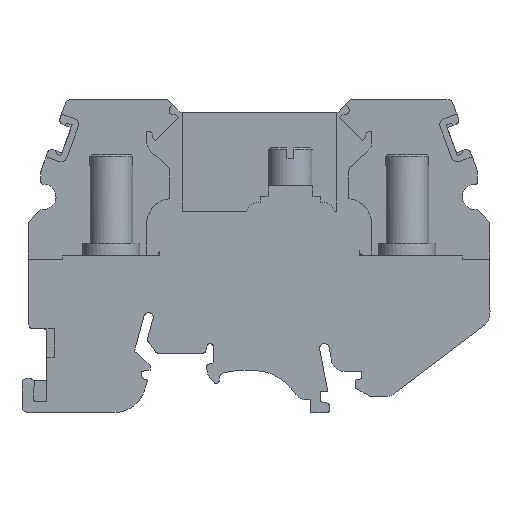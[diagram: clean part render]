
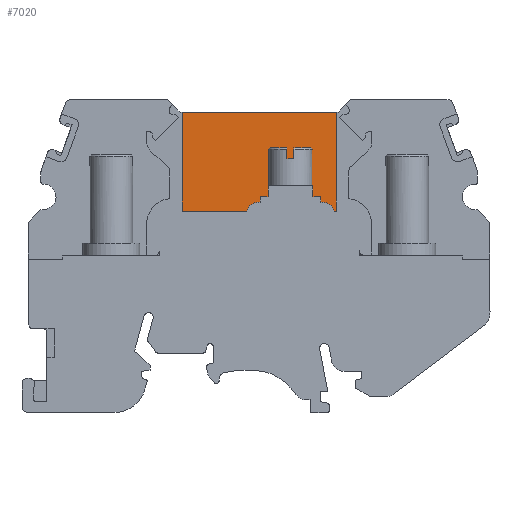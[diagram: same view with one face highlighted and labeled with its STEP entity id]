
A CAD part, front view. The second image highlights one B-rep face of the part: STEP entity #7020.
In plain terms, the highlighted planar face has unit normal (0, -1, 0).
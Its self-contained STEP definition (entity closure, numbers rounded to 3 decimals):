
#170=LINE('',#9120,#715);
#174=LINE('',#9129,#719);
#181=LINE('',#9152,#726);
#185=LINE('',#9161,#730);
#197=LINE('',#9187,#742);
#198=LINE('',#9189,#743);
#201=LINE('',#9195,#746);
#476=LINE('',#9911,#1021);
#639=LINE('',#10301,#1184);
#640=LINE('',#10304,#1185);
#641=LINE('',#10305,#1186);
#642=LINE('',#10306,#1187);
#643=LINE('',#10307,#1188);
#644=LINE('',#10310,#1189);
#715=VECTOR('',#7650,1000.);
#719=VECTOR('',#7656,1000.);
#726=VECTOR('',#7667,1000.);
#730=VECTOR('',#7673,1000.);
#742=VECTOR('',#7691,1000.);
#743=VECTOR('',#7694,1000.);
#746=VECTOR('',#7699,1000.);
#1021=VECTOR('',#8348,1000.);
#1184=VECTOR('',#8733,1000.);
#1185=VECTOR('',#8736,1000.);
#1186=VECTOR('',#8737,1000.);
#1187=VECTOR('',#8738,1000.);
#1188=VECTOR('',#8739,1000.);
#1189=VECTOR('',#8742,1000.);
#2439=ORIENTED_EDGE('',*,*,#3381,.F.);
#2440=ORIENTED_EDGE('',*,*,#2820,.T.);
#2441=ORIENTED_EDGE('',*,*,#3382,.T.);
#2442=ORIENTED_EDGE('',*,*,#3383,.T.);
#2443=ORIENTED_EDGE('',*,*,#2791,.T.);
#2444=ORIENTED_EDGE('',*,*,#3384,.T.);
#2445=ORIENTED_EDGE('',*,*,#2821,.T.);
#2446=ORIENTED_EDGE('',*,*,#2795,.T.);
#2447=ORIENTED_EDGE('',*,*,#2824,.T.);
#2448=ORIENTED_EDGE('',*,*,#3385,.T.);
#2449=ORIENTED_EDGE('',*,*,#2804,.T.);
#2450=ORIENTED_EDGE('',*,*,#3386,.T.);
#2451=ORIENTED_EDGE('',*,*,#3387,.T.);
#2452=ORIENTED_EDGE('',*,*,#2808,.T.);
#2453=ORIENTED_EDGE('',*,*,#3388,.F.);
#2454=ORIENTED_EDGE('',*,*,#3181,.F.);
#2791=EDGE_CURVE('',#3527,#3528,#170,.F.);
#2795=EDGE_CURVE('',#3531,#3532,#174,.F.);
#2804=EDGE_CURVE('',#3541,#3540,#181,.F.);
#2808=EDGE_CURVE('',#3545,#3544,#185,.F.);
#2820=EDGE_CURVE('',#3553,#3555,#197,.F.);
#2821=EDGE_CURVE('',#3556,#3531,#198,.F.);
#2824=EDGE_CURVE('',#3532,#3558,#201,.F.);
#3181=EDGE_CURVE('',#3811,#3812,#476,.T.);
#3381=EDGE_CURVE('',#3553,#3811,#639,.T.);
#3382=EDGE_CURVE('',#3555,#3928,#4133,.T.);
#3383=EDGE_CURVE('',#3928,#3527,#640,.F.);
#3384=EDGE_CURVE('',#3528,#3556,#641,.F.);
#3385=EDGE_CURVE('',#3558,#3541,#642,.F.);
#3386=EDGE_CURVE('',#3540,#3929,#643,.F.);
#3387=EDGE_CURVE('',#3929,#3545,#4134,.T.);
#3388=EDGE_CURVE('',#3812,#3544,#644,.T.);
#3527=VERTEX_POINT('',#9121);
#3528=VERTEX_POINT('',#9122);
#3531=VERTEX_POINT('',#9130);
#3532=VERTEX_POINT('',#9131);
#3540=VERTEX_POINT('',#9151);
#3541=VERTEX_POINT('',#9153);
#3544=VERTEX_POINT('',#9160);
#3545=VERTEX_POINT('',#9162);
#3553=VERTEX_POINT('',#9182);
#3555=VERTEX_POINT('',#9186);
#3556=VERTEX_POINT('',#9190);
#3558=VERTEX_POINT('',#9196);
#3811=VERTEX_POINT('',#9910);
#3812=VERTEX_POINT('',#9912);
#3928=VERTEX_POINT('',#10303);
#3929=VERTEX_POINT('',#10308);
#4133=CIRCLE('',#7435,2.);
#4134=CIRCLE('',#7436,2.);
#4391=EDGE_LOOP('',(#2439,#2440,#2441,#2442,#2443,#2444,#2445,#2446,#2447,
#2448,#2449,#2450,#2451,#2452,#2453,#2454));
#4680=FACE_BOUND('',#4391,.T.);
#4897=PLANE('',#7434);
#7020=ADVANCED_FACE('',(#4680),#4897,.F.);
#7434=AXIS2_PLACEMENT_3D('',#10300,#8731,#8732);
#7435=AXIS2_PLACEMENT_3D('',#10302,#8734,#8735);
#7436=AXIS2_PLACEMENT_3D('',#10309,#8740,#8741);
#7650=DIRECTION('',(0.,0.,-1.));
#7656=DIRECTION('',(-1.,0.,0.));
#7667=DIRECTION('',(0.,0.,1.));
#7673=DIRECTION('',(-1.,0.,0.));
#7691=DIRECTION('',(-1.,0.,0.));
#7694=DIRECTION('',(0.,0.,-1.));
#7699=DIRECTION('',(0.,0.,1.));
#8348=DIRECTION('',(1.,0.,0.));
#8731=DIRECTION('',(0.,1.,0.));
#8732=DIRECTION('',(0.,0.,1.));
#8733=DIRECTION('',(0.,0.,1.));
#8734=DIRECTION('',(0.,1.,0.));
#8735=DIRECTION('',(0.,0.,1.));
#8736=DIRECTION('',(-1.,0.,0.));
#8737=DIRECTION('',(-1.,0.,0.));
#8738=DIRECTION('',(-1.,0.,0.));
#8739=DIRECTION('',(-1.,0.,0.));
#8740=DIRECTION('',(0.,1.,0.));
#8741=DIRECTION('',(0.,0.,1.));
#8742=DIRECTION('',(0.,0.,-1.));
#9120=CARTESIAN_POINT('',(0.7,-1.5,23.75));
#9121=CARTESIAN_POINT('',(0.7,-1.5,8.5));
#9122=CARTESIAN_POINT('',(0.7,-1.5,9.4));
#9129=CARTESIAN_POINT('',(-29.2,-1.5,11.107));
#9130=CARTESIAN_POINT('',(1.9,-1.5,11.107));
#9131=CARTESIAN_POINT('',(9.,-1.5,11.107));
#9151=CARTESIAN_POINT('',(10.2,-1.5,8.5));
#9152=CARTESIAN_POINT('',(10.2,-1.5,23.75));
#9153=CARTESIAN_POINT('',(10.2,-1.5,9.4));
#9160=CARTESIAN_POINT('',(12.7,-1.5,7.1));
#9161=CARTESIAN_POINT('',(-29.2,-1.5,7.1));
#9162=CARTESIAN_POINT('',(12.358,-1.5,7.1));
#9182=CARTESIAN_POINT('',(-11.7,-1.5,7.1));
#9186=CARTESIAN_POINT('',(-1.458,-1.5,7.1));
#9187=CARTESIAN_POINT('',(-29.2,-1.5,7.1));
#9189=CARTESIAN_POINT('',(1.9,-1.5,23.75));
#9190=CARTESIAN_POINT('',(1.9,-1.5,9.4));
#9195=CARTESIAN_POINT('',(9.,-1.5,23.75));
#9196=CARTESIAN_POINT('',(9.,-1.5,9.4));
#9910=CARTESIAN_POINT('',(-11.7,-1.5,22.75));
#9911=CARTESIAN_POINT('',(-12.,-1.5,22.75));
#9912=CARTESIAN_POINT('',(12.7,-1.5,22.75));
#10300=CARTESIAN_POINT('',(-29.2,-1.5,23.75));
#10301=CARTESIAN_POINT('',(-11.7,-1.5,23.75));
#10302=CARTESIAN_POINT('',(0.45,-1.5,6.5));
#10303=CARTESIAN_POINT('',(0.45,-1.5,8.5));
#10304=CARTESIAN_POINT('',(-29.2,-1.5,8.5));
#10305=CARTESIAN_POINT('',(-29.2,-1.5,9.4));
#10306=CARTESIAN_POINT('',(-29.2,-1.5,9.4));
#10307=CARTESIAN_POINT('',(-29.2,-1.5,8.5));
#10308=CARTESIAN_POINT('',(10.45,-1.5,8.5));
#10309=CARTESIAN_POINT('',(10.45,-1.5,6.5));
#10310=CARTESIAN_POINT('',(12.7,-1.5,23.75));
